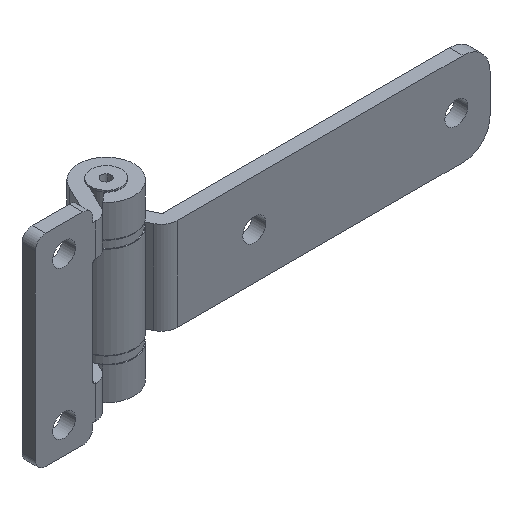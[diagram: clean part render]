
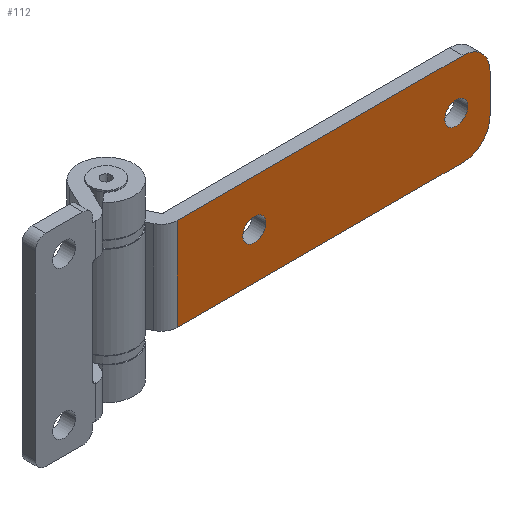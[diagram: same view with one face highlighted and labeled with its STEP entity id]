
A CAD part, isometric view. The second image highlights one B-rep face of the part: STEP entity #112.
In plain terms, the highlighted planar face has unit normal (0, -1, 0).
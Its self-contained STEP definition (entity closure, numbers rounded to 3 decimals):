
#17 = CIRCLE ( 'NONE', #1662, 3.4 ) ;
#29 = ORIENTED_EDGE ( 'NONE', *, *, #709, .T. ) ;
#90 = AXIS2_PLACEMENT_3D ( 'NONE', #1632, #1236, #2184 ) ;
#112 = ADVANCED_FACE ( 'NONE', ( #2098, #1979, #1415 ), #2156, .T. ) ;
#220 = EDGE_LOOP ( 'NONE', ( #29, #640, #1663, #619, #1537, #2217 ) ) ;
#229 = CARTESIAN_POINT ( 'NONE',  ( 97., -9., -5.75 ) ) ;
#241 = EDGE_LOOP ( 'NONE', ( #1664, #2296 ) ) ;
#273 = VECTOR ( 'NONE', #1280, 1000. ) ;
#336 = DIRECTION ( 'NONE',  ( 1., 0., 0. ) ) ;
#401 = DIRECTION ( 'NONE',  ( 0., 1., 0. ) ) ;
#410 = CARTESIAN_POINT ( 'NONE',  ( 12.078, -9., -13.75 ) ) ;
#447 = DIRECTION ( 'NONE',  ( 1., 0., 0. ) ) ;
#515 = CIRCLE ( 'NONE', #1589, 8. ) ;
#536 = AXIS2_PLACEMENT_3D ( 'NONE', #1071, #1221, #1609 ) ;
#542 = EDGE_CURVE ( 'NONE', #1674, #1025, #1053, .T. ) ;
#547 = VERTEX_POINT ( 'NONE', #1814 ) ;
#555 = VECTOR ( 'NONE', #591, 1000. ) ;
#563 = DIRECTION ( 'NONE',  ( 0., 1., 0. ) ) ;
#591 = DIRECTION ( 'NONE',  ( 0., 0., -1. ) ) ;
#598 = CARTESIAN_POINT ( 'NONE',  ( 98.4, -9., 0. ) ) ;
#618 = EDGE_CURVE ( 'NONE', #806, #1557, #17, .T. ) ;
#619 = ORIENTED_EDGE ( 'NONE', *, *, #1832, .T. ) ;
#640 = ORIENTED_EDGE ( 'NONE', *, *, #1554, .T. ) ;
#669 = EDGE_CURVE ( 'NONE', #1557, #806, #2043, .T. ) ;
#700 = CARTESIAN_POINT ( 'NONE',  ( 35., -9., 0. ) ) ;
#709 = EDGE_CURVE ( 'NONE', #1709, #1163, #1291, .T. ) ;
#764 = CIRCLE ( 'NONE', #2123, 3.4 ) ;
#769 = CARTESIAN_POINT ( 'NONE',  ( 38.4, -9., 0. ) ) ;
#806 = VERTEX_POINT ( 'NONE', #769 ) ;
#854 = DIRECTION ( 'NONE',  ( 0., 1., 0. ) ) ;
#887 = EDGE_CURVE ( 'NONE', #2260, #1239, #998, .T. ) ;
#920 = VECTOR ( 'NONE', #1077, 1000. ) ;
#939 = LINE ( 'NONE', #1681, #555 ) ;
#966 = EDGE_LOOP ( 'NONE', ( #2342, #1319 ) ) ;
#998 = LINE ( 'NONE', #2102, #1188 ) ;
#1025 = VERTEX_POINT ( 'NONE', #2360 ) ;
#1053 = LINE ( 'NONE', #1246, #920 ) ;
#1070 = DIRECTION ( 'NONE',  ( 0., -1., 0. ) ) ;
#1071 = CARTESIAN_POINT ( 'NONE',  ( 95., -9., 0. ) ) ;
#1077 = DIRECTION ( 'NONE',  ( 0., 0., 1. ) ) ;
#1093 = CARTESIAN_POINT ( 'NONE',  ( 97., -9., 5.75 ) ) ;
#1123 = CARTESIAN_POINT ( 'NONE',  ( 105., -9., 13.75 ) ) ;
#1129 = EDGE_CURVE ( 'NONE', #2281, #547, #764, .T. ) ;
#1163 = VERTEX_POINT ( 'NONE', #2372 ) ;
#1188 = VECTOR ( 'NONE', #447, 1000. ) ;
#1221 = DIRECTION ( 'NONE',  ( 0., 1., 0. ) ) ;
#1236 = DIRECTION ( 'NONE',  ( 0., -1., 0. ) ) ;
#1237 = DIRECTION ( 'NONE',  ( 0., 0., 1. ) ) ;
#1239 = VERTEX_POINT ( 'NONE', #2246 ) ;
#1246 = CARTESIAN_POINT ( 'NONE',  ( 105., -9., -30. ) ) ;
#1280 = DIRECTION ( 'NONE',  ( -1., 0., 0. ) ) ;
#1291 = LINE ( 'NONE', #1123, #273 ) ;
#1316 = DIRECTION ( 'NONE',  ( 0., -1., 0. ) ) ;
#1319 = ORIENTED_EDGE ( 'NONE', *, *, #669, .T. ) ;
#1341 = EDGE_CURVE ( 'NONE', #547, #2281, #1772, .T. ) ;
#1415 = FACE_BOUND ( 'NONE', #966, .T. ) ;
#1537 = ORIENTED_EDGE ( 'NONE', *, *, #542, .T. ) ;
#1554 = EDGE_CURVE ( 'NONE', #1163, #2260, #939, .T. ) ;
#1557 = VERTEX_POINT ( 'NONE', #2220 ) ;
#1589 = AXIS2_PLACEMENT_3D ( 'NONE', #1093, #1070, #1237 ) ;
#1609 = DIRECTION ( 'NONE',  ( 1., 0., 0. ) ) ;
#1632 = CARTESIAN_POINT ( 'NONE',  ( 105., -9., -30. ) ) ;
#1662 = AXIS2_PLACEMENT_3D ( 'NONE', #700, #854, #336 ) ;
#1663 = ORIENTED_EDGE ( 'NONE', *, *, #887, .T. ) ;
#1664 = ORIENTED_EDGE ( 'NONE', *, *, #1129, .T. ) ;
#1666 = CARTESIAN_POINT ( 'NONE',  ( 35., -9., 0. ) ) ;
#1670 = DIRECTION ( 'NONE',  ( 0., 0., -1. ) ) ;
#1674 = VERTEX_POINT ( 'NONE', #2289 ) ;
#1681 = CARTESIAN_POINT ( 'NONE',  ( 12.078, -9., -30. ) ) ;
#1709 = VERTEX_POINT ( 'NONE', #1742 ) ;
#1742 = CARTESIAN_POINT ( 'NONE',  ( 97., -9., 13.75 ) ) ;
#1772 = CIRCLE ( 'NONE', #536, 3.4 ) ;
#1777 = EDGE_CURVE ( 'NONE', #1025, #1709, #515, .T. ) ;
#1814 = CARTESIAN_POINT ( 'NONE',  ( 91.6, -9., 0. ) ) ;
#1832 = EDGE_CURVE ( 'NONE', #1239, #1674, #2147, .T. ) ;
#1833 = CARTESIAN_POINT ( 'NONE',  ( 95., -9., 0. ) ) ;
#1979 = FACE_BOUND ( 'NONE', #241, .T. ) ;
#2013 = DIRECTION ( 'NONE',  ( 1., 0., 0. ) ) ;
#2031 = DIRECTION ( 'NONE',  ( 1., 0., 0. ) ) ;
#2043 = CIRCLE ( 'NONE', #2236, 3.4 ) ;
#2098 = FACE_OUTER_BOUND ( 'NONE', #220, .T. ) ;
#2102 = CARTESIAN_POINT ( 'NONE',  ( 105., -9., -13.75 ) ) ;
#2123 = AXIS2_PLACEMENT_3D ( 'NONE', #1833, #563, #2031 ) ;
#2147 = CIRCLE ( 'NONE', #2348, 8. ) ;
#2156 = PLANE ( 'NONE',  #90 ) ;
#2184 = DIRECTION ( 'NONE',  ( -1., 0., 0. ) ) ;
#2217 = ORIENTED_EDGE ( 'NONE', *, *, #1777, .T. ) ;
#2220 = CARTESIAN_POINT ( 'NONE',  ( 31.6, -9., 0. ) ) ;
#2236 = AXIS2_PLACEMENT_3D ( 'NONE', #1666, #401, #2013 ) ;
#2246 = CARTESIAN_POINT ( 'NONE',  ( 97., -9., -13.75 ) ) ;
#2260 = VERTEX_POINT ( 'NONE', #410 ) ;
#2281 = VERTEX_POINT ( 'NONE', #598 ) ;
#2289 = CARTESIAN_POINT ( 'NONE',  ( 105., -9., -5.75 ) ) ;
#2296 = ORIENTED_EDGE ( 'NONE', *, *, #1341, .T. ) ;
#2342 = ORIENTED_EDGE ( 'NONE', *, *, #618, .T. ) ;
#2348 = AXIS2_PLACEMENT_3D ( 'NONE', #229, #1316, #1670 ) ;
#2360 = CARTESIAN_POINT ( 'NONE',  ( 105., -9., 5.75 ) ) ;
#2372 = CARTESIAN_POINT ( 'NONE',  ( 12.078, -9., 13.75 ) ) ;
